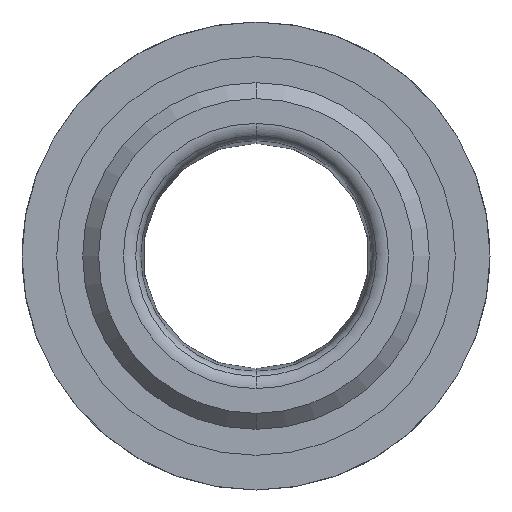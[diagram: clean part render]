
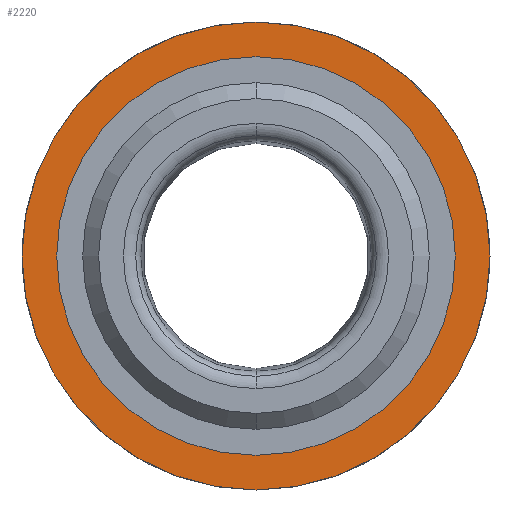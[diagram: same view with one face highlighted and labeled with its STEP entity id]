
A CAD part, front view. The second image highlights one B-rep face of the part: STEP entity #2220.
In plain terms, the highlighted planar face has unit normal (0, -1, 0).
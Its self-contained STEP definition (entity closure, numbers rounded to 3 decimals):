
#65=CARTESIAN_POINT('',(0.,10.5,0.));
#66=DIRECTION('',(0.,-1.,0.));
#67=DIRECTION('',(0.,0.,-1.));
#68=AXIS2_PLACEMENT_3D('',#65,#66,#67);
#70=CARTESIAN_POINT('',(0.,10.5,0.));
#71=DIRECTION('',(0.,-1.,0.));
#72=DIRECTION('',(0.,0.,1.));
#73=AXIS2_PLACEMENT_3D('',#70,#71,#72);
#75=CARTESIAN_POINT('',(0.,10.5,0.));
#76=DIRECTION('',(0.,1.,0.));
#77=DIRECTION('',(0.,0.,-1.));
#78=AXIS2_PLACEMENT_3D('',#75,#76,#77);
#80=CARTESIAN_POINT('',(0.,10.5,0.));
#81=DIRECTION('',(0.,1.,0.));
#82=DIRECTION('',(0.,0.,1.));
#83=AXIS2_PLACEMENT_3D('',#80,#81,#82);
#1962=CARTESIAN_POINT('',(0.,10.5,-11.5));
#1964=VERTEX_POINT('',#1962);
#1966=CARTESIAN_POINT('',(0.,10.5,11.5));
#1968=VERTEX_POINT('',#1966);
#1981=CARTESIAN_POINT('',(0.,10.5,-13.5));
#1983=VERTEX_POINT('',#1981);
#1985=CARTESIAN_POINT('',(0.,10.5,13.5));
#1987=VERTEX_POINT('',#1985);
#2204=CARTESIAN_POINT('',(11.5,10.5,0.));
#2205=DIRECTION('',(0.,-1.,0.));
#2206=DIRECTION('',(0.,0.,-1.));
#2207=AXIS2_PLACEMENT_3D('',#2204,#2205,#2206);
#2208=PLANE('',#2207);
#2210=ORIENTED_EDGE('',*,*,#2209,.F.);
#2211=ORIENTED_EDGE('',*,*,#2163,.F.);
#2212=EDGE_LOOP('',(#2210,#2211));
#2213=FACE_OUTER_BOUND('',#2212,.F.);
#2215=ORIENTED_EDGE('',*,*,#2214,.F.);
#2217=ORIENTED_EDGE('',*,*,#2216,.F.);
#2218=EDGE_LOOP('',(#2215,#2217));
#2219=FACE_BOUND('',#2218,.F.);
#2220=ADVANCED_FACE('',(#2213,#2219),#2208,.T.);
#69=CIRCLE('',#68,13.5);
#74=CIRCLE('',#73,13.5);
#79=CIRCLE('',#78,11.5);
#84=CIRCLE('',#83,11.5);
#2163=EDGE_CURVE('',#1987,#1983,#74,.T.);
#2209=EDGE_CURVE('',#1983,#1987,#69,.T.);
#2214=EDGE_CURVE('',#1964,#1968,#79,.T.);
#2216=EDGE_CURVE('',#1968,#1964,#84,.T.);
